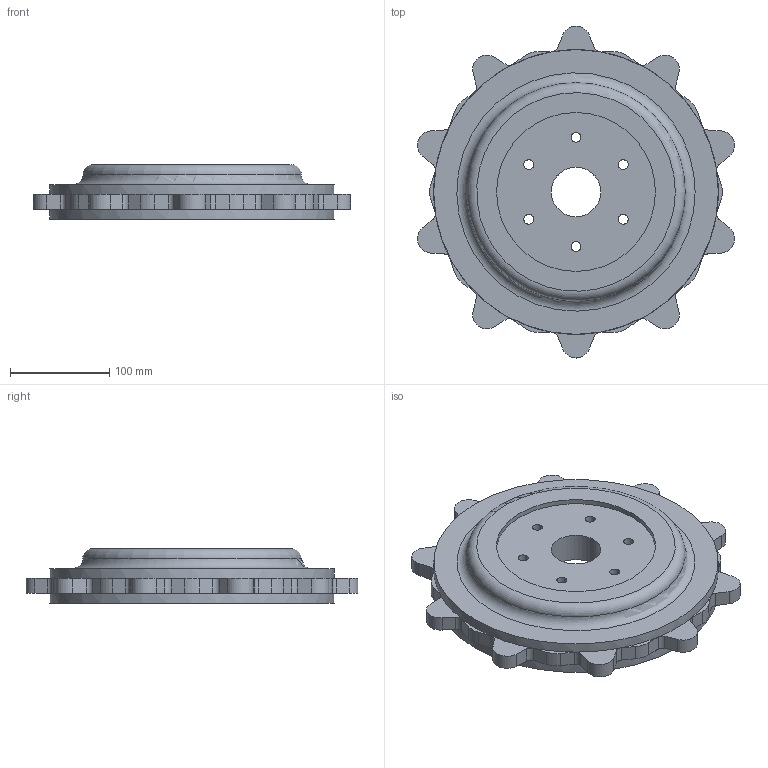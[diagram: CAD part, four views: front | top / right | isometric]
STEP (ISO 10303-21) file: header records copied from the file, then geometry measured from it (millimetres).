
FILE_DESCRIPTION( ('This file contains a STEP AP42 implementation' ,'as created by ZW3D STEP Interface translator.' ,'') ,'2;1' );
FILE_NAME( '主动轮.ipt.stp' ,'251027.114755', (''), ('ZWCAD Software Co.'), 'Version 1.0', 'ZW3D to STEP translator', '' );
FILE_SCHEMA(('AUTOMOTIVE_DESIGN { 1 0 10303 214 1 1 1 1 }'));
Length unit declared in the file: millimetre
Products named in the file (1): 0
Bounding box: 319.34 x 334.31 x 55 mm (x, y, z)
Volume: 2559395.1 mm3; surface area: 202117.3 mm2
Topology: 1 solids, 1 shells, 139 faces, 385 edges, 251 vertices
Faces by surface type: plane 85, cylinder 50, torus 4
Full cylindrical faces by diameter (mm): 10 x6, 50 x1, 160 x1, 286.671 x2
Entity records: 4725 total; most frequent: DIRECTION 880, CARTESIAN_POINT 776, ORIENTED_EDGE 770, EDGE_CURVE 385, AXIS2_PLACEMENT_3D 355, VERTEX_POINT 251, CIRCLE 215, VECTOR 170
